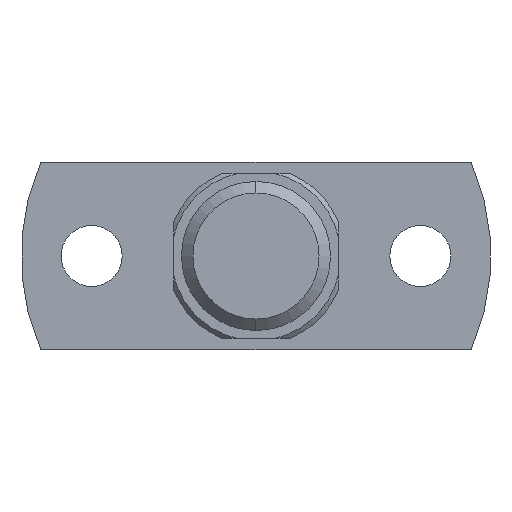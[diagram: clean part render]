
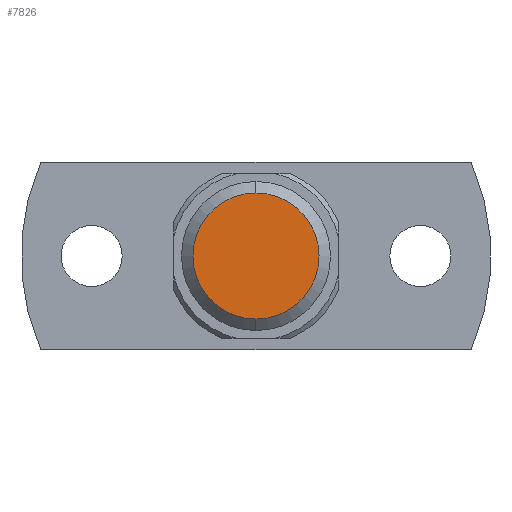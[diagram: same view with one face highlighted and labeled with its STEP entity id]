
A CAD part, front view. The second image highlights one B-rep face of the part: STEP entity #7826.
In plain terms, the highlighted planar face has unit normal (0, -1, 0).
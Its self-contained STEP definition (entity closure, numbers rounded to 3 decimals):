
#42 = ORIENTED_EDGE ( 'NONE', *, *, #948, .F. ) ;
#53 = DIRECTION ( 'NONE',  ( 0., 0., -1. ) ) ;
#103 = DIRECTION ( 'NONE',  ( 0., 1., 0. ) ) ;
#948 = EDGE_CURVE ( 'Defeature ausgef�hrt2_11+Defeature ausgef�hrt2_10+Defeature ausgef�hrt2_10+Defeature ausgef�hrt2_10', #10764, #3017, #9318, .T. ) ;
#1782 = CARTESIAN_POINT ( 'NONE',  ( 0., -11.5, 2.685 ) ) ;
#3017 = VERTEX_POINT ( 'NONE', #12119 ) ;
#3080 = DIRECTION ( 'NONE',  ( 0., 1., 0. ) ) ;
#3089 = EDGE_CURVE ( 'Defeature ausgef�hrt2_11+Defeature ausgef�hrt2_10+Defeature ausgef�hrt2_10+Defeature ausgef�hrt2_10', #3017, #10764, #7001, .T. ) ;
#4349 = CARTESIAN_POINT ( 'NONE',  ( -2.325, -11.5, 0. ) ) ;
#4382 = CARTESIAN_POINT ( 'NONE',  ( 0., -11.5, 0. ) ) ;
#4440 = AXIS2_PLACEMENT_3D ( 'NONE', #9270, #3080, #10301 ) ;
#5211 = EDGE_LOOP ( 'NONE', ( #9841, #42 ) ) ;
#6088 = AXIS2_PLACEMENT_3D ( 'NONE', #4349, #11571, #12619 ) ;
#7001 = CIRCLE ( 'NONE', #4440, 2.685 ) ;
#7164 = FACE_OUTER_BOUND ( 'NONE', #5211, .T. ) ;
#7826 = ADVANCED_FACE ( 'Defeature ausgef�hrt2_10', ( #7164 ), #10503, .F. ) ;
#9270 = CARTESIAN_POINT ( 'NONE',  ( 0., -11.5, 0. ) ) ;
#9318 = CIRCLE ( 'NONE', #12485, 2.685 ) ;
#9841 = ORIENTED_EDGE ( 'NONE', *, *, #3089, .F. ) ;
#10301 = DIRECTION ( 'NONE',  ( 0., 0., -1. ) ) ;
#10503 = PLANE ( 'NONE',  #6088 ) ;
#10764 = VERTEX_POINT ( 'NONE', #1782 ) ;
#11571 = DIRECTION ( 'NONE',  ( 0., 1., 0. ) ) ;
#12119 = CARTESIAN_POINT ( 'NONE',  ( 0., -11.5, -2.685 ) ) ;
#12485 = AXIS2_PLACEMENT_3D ( 'NONE', #4382, #103, #53 ) ;
#12619 = DIRECTION ( 'NONE',  ( 0., 0., -1. ) ) ;
